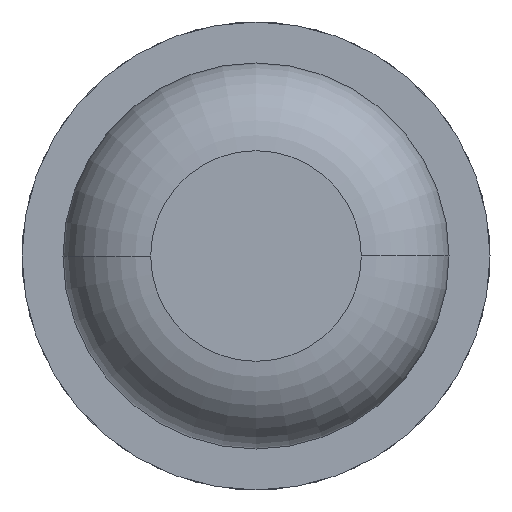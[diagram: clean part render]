
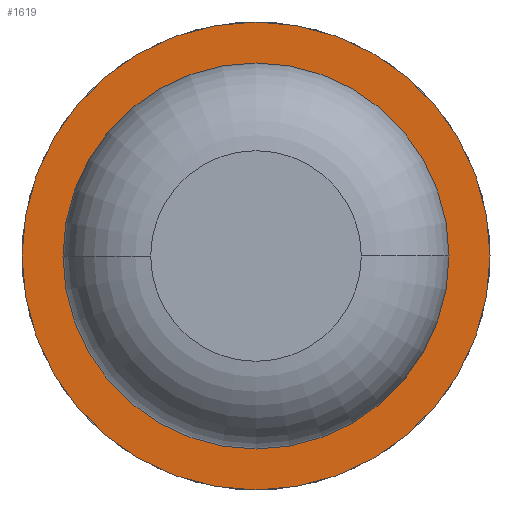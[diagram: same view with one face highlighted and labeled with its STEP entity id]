
A CAD part, front view. The second image highlights one B-rep face of the part: STEP entity #1619.
In plain terms, the highlighted planar face has unit normal (0, -1, 0).
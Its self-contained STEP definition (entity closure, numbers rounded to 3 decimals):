
#4 = AXIS2_PLACEMENT_3D ( 'NONE', #1578, #1012, #371 ) ;
#123 = FACE_OUTER_BOUND ( 'NONE', #792, .T. ) ;
#266 = CIRCLE ( 'NONE', #737, 1. ) ;
#312 = CARTESIAN_POINT ( 'NONE',  ( 0., -5., 0. ) ) ;
#313 = FACE_BOUND ( 'NONE', #2843, .T. ) ;
#371 = DIRECTION ( 'NONE',  ( -1., 0., 0. ) ) ;
#435 = CARTESIAN_POINT ( 'NONE',  ( 0.825, -5., 0. ) ) ;
#473 = CARTESIAN_POINT ( 'NONE',  ( 0., -5., 0. ) ) ;
#551 = VERTEX_POINT ( 'NONE', #1120 ) ;
#592 = AXIS2_PLACEMENT_3D ( 'NONE', #2945, #1122, #2930 ) ;
#737 = AXIS2_PLACEMENT_3D ( 'NONE', #3760, #1890, #1587 ) ;
#792 = EDGE_LOOP ( 'NONE', ( #1435, #1858 ) ) ;
#1012 = DIRECTION ( 'NONE',  ( 0., 1., 0. ) ) ;
#1087 = VERTEX_POINT ( 'NONE', #435 ) ;
#1120 = CARTESIAN_POINT ( 'NONE',  ( -0.825, -5., 0. ) ) ;
#1122 = DIRECTION ( 'NONE',  ( 0., 1., 0. ) ) ;
#1202 = AXIS2_PLACEMENT_3D ( 'NONE', #312, #3073, #2772 ) ;
#1435 = ORIENTED_EDGE ( 'NONE', *, *, #3882, .F. ) ;
#1578 = CARTESIAN_POINT ( 'NONE',  ( 0., -5., 0. ) ) ;
#1587 = DIRECTION ( 'NONE',  ( -1., 0., 0. ) ) ;
#1619 = ADVANCED_FACE ( 'Defeature ausgef�hrt1_5', ( #123, #313 ), #1686, .F. ) ;
#1672 = DIRECTION ( 'NONE',  ( -1., 0., 0. ) ) ;
#1686 = PLANE ( 'NONE',  #592 ) ;
#1701 = CIRCLE ( 'NONE', #4, 1. ) ;
#1738 = EDGE_CURVE ( 'Defeature ausgef�hrt1_5+Defeature ausgef�hrt1_0+Defeature ausgef�hrt1_0+Defeature ausgef�hrt1_0', #551, #1087, #2523, .T. ) ;
#1858 = ORIENTED_EDGE ( 'NONE', *, *, #2345, .F. ) ;
#1890 = DIRECTION ( 'NONE',  ( 0., 1., 0. ) ) ;
#2101 = VERTEX_POINT ( 'NONE', #2104 ) ;
#2104 = CARTESIAN_POINT ( 'NONE',  ( -1., -5., 0. ) ) ;
#2177 = ORIENTED_EDGE ( 'NONE', *, *, #1738, .T. ) ;
#2315 = DIRECTION ( 'NONE',  ( 0., 1., 0. ) ) ;
#2345 = EDGE_CURVE ( 'Defeature ausgef�hrt1_6+Defeature ausgef�hrt1_5+Defeature ausgef�hrt1_5+Defeature ausgef�hrt1_5', #3890, #2101, #266, .T. ) ;
#2367 = CIRCLE ( 'NONE', #3493, 0.825 ) ;
#2517 = CARTESIAN_POINT ( 'NONE',  ( 1., -5., 0. ) ) ;
#2523 = CIRCLE ( 'NONE', #1202, 0.825 ) ;
#2772 = DIRECTION ( 'NONE',  ( -1., 0., 0. ) ) ;
#2843 = EDGE_LOOP ( 'NONE', ( #2177, #3633 ) ) ;
#2930 = DIRECTION ( 'NONE',  ( -1., 0., 0. ) ) ;
#2945 = CARTESIAN_POINT ( 'NONE',  ( 0.825, -5., 0. ) ) ;
#3073 = DIRECTION ( 'NONE',  ( 0., 1., 0. ) ) ;
#3455 = EDGE_CURVE ( 'Defeature ausgef�hrt1_5+Defeature ausgef�hrt1_0+Defeature ausgef�hrt1_0+Defeature ausgef�hrt1_0', #1087, #551, #2367, .T. ) ;
#3493 = AXIS2_PLACEMENT_3D ( 'NONE', #473, #2315, #1672 ) ;
#3633 = ORIENTED_EDGE ( 'NONE', *, *, #3455, .T. ) ;
#3760 = CARTESIAN_POINT ( 'NONE',  ( 0., -5., 0. ) ) ;
#3882 = EDGE_CURVE ( 'Defeature ausgef�hrt1_6+Defeature ausgef�hrt1_5+Defeature ausgef�hrt1_5+Defeature ausgef�hrt1_5', #2101, #3890, #1701, .T. ) ;
#3890 = VERTEX_POINT ( 'NONE', #2517 ) ;
